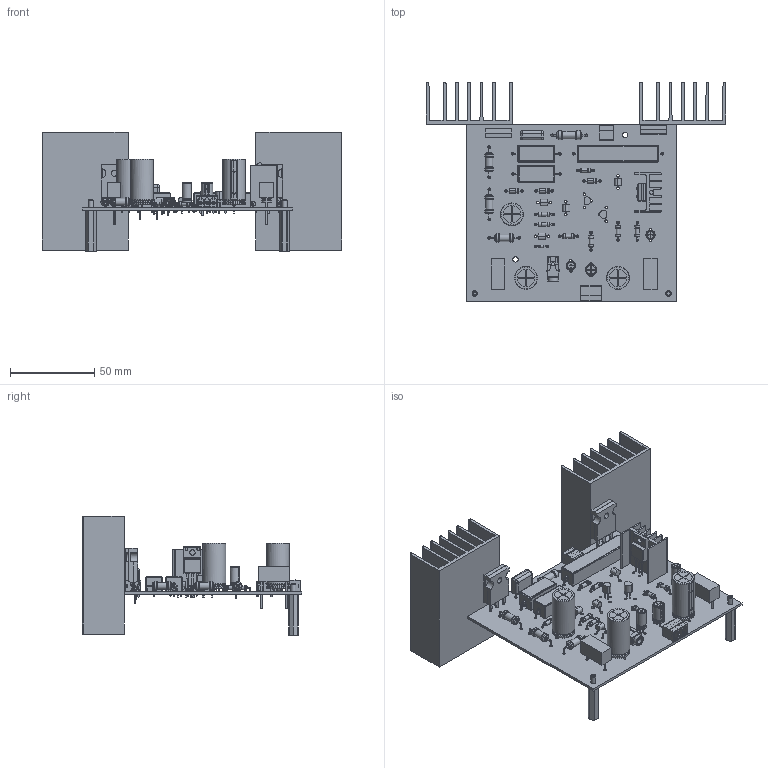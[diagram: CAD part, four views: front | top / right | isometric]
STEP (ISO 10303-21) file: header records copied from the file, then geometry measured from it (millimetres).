
FILE_DESCRIPTION(('Open CASCADE Model'),'2;1');
FILE_NAME('Open CASCADE Shape Model','2023-12-09T22:04:26',('Author'),( 'Open CASCADE'),'Open CASCADE STEP processor 7.5','Open CASCADE 7.5' ,'Unknown');
FILE_SCHEMA(('AUTOMOTIVE_DESIGN { 1 0 10303 214 1 1 1 1 }'));
Length unit declared in the file: millimetre
Products named in the file (82): PCB; Board; Open CASCADE STEP translator 7.5 1.1.1; R6; RESAR2750W80L2200T1000H900_5W; R4; R10; RESAR5334W80L4800T1000H900_10W; R9; res-20.32_15.2x5.1; XS3; Audio Jack 3.5 mm  Cliff FC68125; Telo konektora; Kontakt most; Kontakt 1; Kontakt 2; XS2; 15EDGRC-3.81-02P-14-00A(H)_RGB5220458; XS1; 15EDGRC-3.81-03P-14-00A(H)_RGB5220458; VD5; User Library-DO-41_375mil; Fillet001; Fillet; DO_41_375mil001; DO_41_375mil; DO_41_375mil003; VD4; VD3; VD2; VD1; DO35_7mm-pitch; T5; User Library-Transistors TO-220 FULLPAK 3-PIN; T4; User Library-TO-247AC; User Library-TO-247AC_plate_cuted; User Library-TO-247AC_pino1; User Library-TO-247AC_pino2; User Library-TO-247AC_pino3 ...
Assembly tree (106 placements, depth 4):
  PCB
    Board
      Open CASCADE STEP translator 7.5 1.1.1
    R6
      RESAR2750W80L2200T1000H900_5W
    R4
      RESAR2750W80L2200T1000H900_5W
    R10
      RESAR5334W80L4800T1000H900_10W
    R9
      res-20.32_15.2x5.1
    XS3
      Audio Jack 3.5 mm  Cliff FC68125
        Telo konektora
        Kontakt most
        Kontakt 1
        Kontakt 2
    XS2
      15EDGRC-3.81-02P-14-00A(H)_RGB5220458
    XS1
      15EDGRC-3.81-03P-14-00A(H)_RGB5220458
    VD5
      User Library-DO-41_375mil
        Fillet001
        Fillet
        DO_41_375mil001
        DO_41_375mil
        DO_41_375mil003
    VD4
      User Library-DO-41_375mil
        Fillet001
        Fillet
        DO_41_375mil001
        DO_41_375mil
        DO_41_375mil003
    VD3
      User Library-DO-41_375mil
        Fillet001
        Fillet
        DO_41_375mil001
        DO_41_375mil
        DO_41_375mil003
    VD2
      User Library-DO-41_375mil
        Fillet001
        Fillet
        DO_41_375mil001
        DO_41_375mil
        DO_41_375mil003
    VD1
      DO35_7mm-pitch
    T5
      User Library-Transistors TO-220 FULLPAK 3-PIN
    T4
      User Library-TO-247AC
        User Library-TO-247AC_plate_cuted
        User Library-TO-247AC_pino1
        User Library-TO-247AC_pino2
        User Library-TO-247AC_pino3
        User Library-TO-247AC_body_finished
Bounding box: 177.87 x 130.5 x 71 mm (x, y, z)
Volume: 108215.7 mm3; surface area: 114260.2 mm2
Topology: 78 solids, 78 shells, 2648 faces, 6550 edges, 4179 vertices
Faces by surface type: plane 1717, cylinder 638, bspline 88, cone 79, torus 75, revolution 31, sphere 12, extrusion 8
Full cylindrical faces by diameter (mm): 0.45 x4, 0.5 x40, 0.6 x14, 0.7 x12, 1 x8, 1.1 x2, 1.5 x88, 1.52 x1, 2.3 x7, 2.459 x2, 2.8 x12, 3 x4, 3.2 x4, 3.6 x1, 4 x4, 4.3 x4, 4.8 x2, 5.1 x8, 5.2 x2, 5.5 x4, 6 x2, 6.8 x2, 10.4 x6, 12.4 x3, 13.5 x6
Entity records: 66515 total; most frequent: CARTESIAN_POINT 12964, ORIENTED_EDGE 9978, DIRECTION 9639, EDGE_CURVE 4989, VECTOR 3805, LINE 3803, VERTEX_POINT 3230, AXIS2_PLACEMENT_3D 2909
